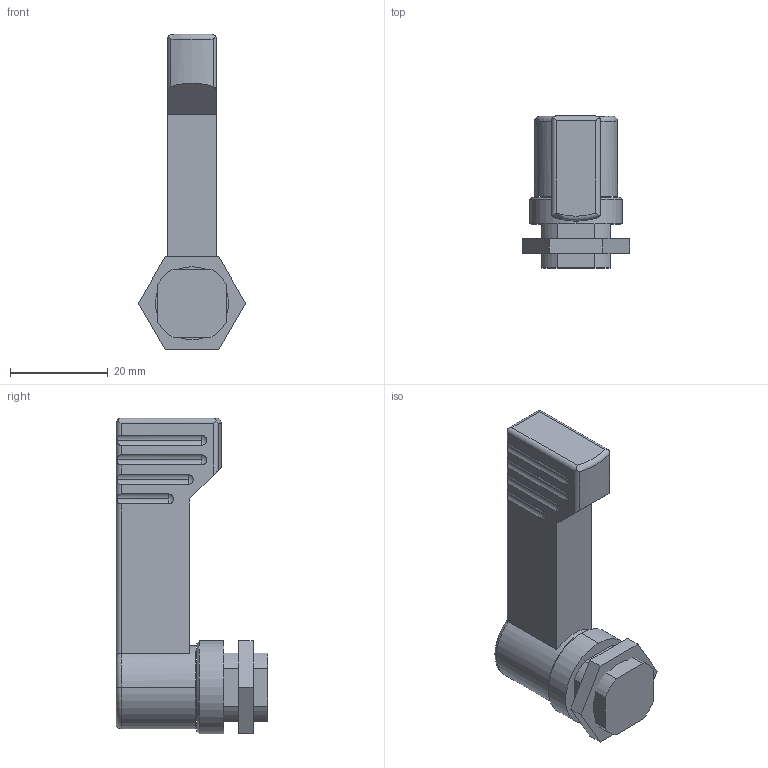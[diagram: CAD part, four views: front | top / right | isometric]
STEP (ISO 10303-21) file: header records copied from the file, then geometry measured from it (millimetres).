
FILE_DESCRIPTION(('STEP AP214'),'1');
FILE_NAME('HALDERN_EH_24101_0264.stp','2020-04-22T11:24:26',('TraceParts'),('TraceParts S.A.'),'Spatial InterOp 3D',' ',' ');
FILE_SCHEMA(('AUTOMOTIVE_DESIGN { 1 0 10303 214 1 1 1 1 }'));
Length unit declared in the file: millimetre
Products named in the file (1): HALDERN_EH_24101_0264_1
Bounding box: 21.94 x 31 x 64.5 mm (x, y, z)
Volume: 15073 mm3; surface area: 6130.5 mm2
Topology: 3 solids, 3 shells, 88 faces, 219 edges, 144 vertices
Faces by surface type: cylinder 46, plane 28, sphere 8, torus 4, cone 2
Entity records: 3683 total; most frequent: CARTESIAN_POINT 780, DIRECTION 469, ORIENTED_EDGE 438, EDGE_CURVE 219, AXIS2_PLACEMENT_3D 181, VERTEX_POINT 144, LINE 107, VECTOR 107
